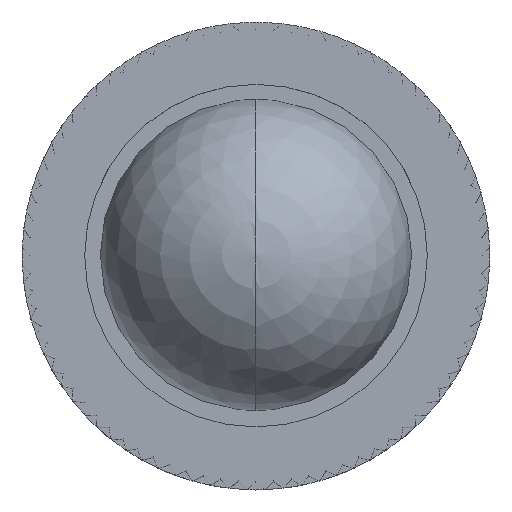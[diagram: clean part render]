
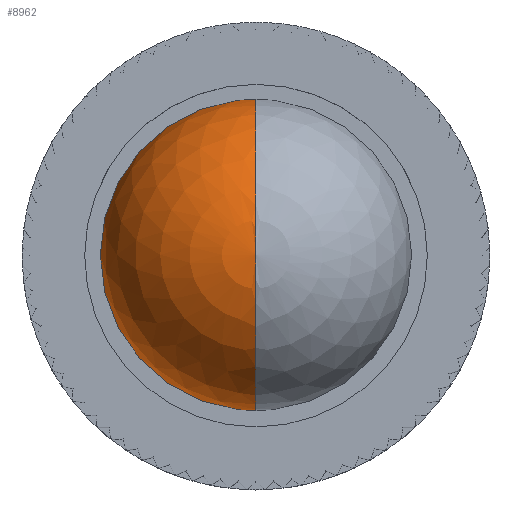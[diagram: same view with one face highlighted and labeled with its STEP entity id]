
A CAD part, top view. The second image highlights one B-rep face of the part: STEP entity #8962.
In plain terms, the highlighted spherical face has radius 4 mm.
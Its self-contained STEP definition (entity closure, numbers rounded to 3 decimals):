
#4196=VERTEX_POINT('',#10576);
#5332=EDGE_CURVE('',#7236,#4196,#11826,.T.);
#6576=VERTEX_POINT('',#13200);
#6760=EDGE_CURVE('',#4196,#6576,#13399,.T.);
#7036=EDGE_CURVE('',#6576,#7236,#13697,.T.);
#7236=VERTEX_POINT('',#13919);
#8962=ADVANCED_FACE('',(#15802),#15803,.T.);
#10576=CARTESIAN_POINT('',(0.,0.,13.9));
#11826=CIRCLE('',#19569,4.0);
#13200=CARTESIAN_POINT('',(0.,-3.922,9.116));
#13399=CIRCLE('',#21747,4.0);
#13697=CIRCLE('',#22166,3.922);
#13919=CARTESIAN_POINT('',(0.,3.922,9.116));
#15802=FACE_OUTER_BOUND('',#25082,.T.);
#15803=SPHERICAL_SURFACE('',#25083,4.0);
#19569=AXIS2_PLACEMENT_3D('',#28467,#28468,#28469);
#21747=AXIS2_PLACEMENT_3D('',#30555,#30556,#30557);
#22166=AXIS2_PLACEMENT_3D('',#30951,#30952,#30953);
#25082=EDGE_LOOP('',(#33268,#33269,#33270));
#25083=AXIS2_PLACEMENT_3D('',#33271,#33272,#33273);
#28467=CARTESIAN_POINT('',(0.,0.,9.9));
#28468=DIRECTION('',(1.0,0.,-0.0));
#28469=DIRECTION('',(0.0,0.0,1.0));
#30555=CARTESIAN_POINT('',(0.,0.,9.9));
#30556=DIRECTION('',(1.0,0.,-0.0));
#30557=DIRECTION('',(0.0,0.0,1.0));
#30951=CARTESIAN_POINT('',(0.,0.,9.116));
#30952=DIRECTION('',(0.0,0.0,-1.0));
#30953=DIRECTION('',(0.,1.0,0.0));
#33268=ORIENTED_EDGE('',*,*,#6760,.F.);
#33269=ORIENTED_EDGE('',*,*,#5332,.F.);
#33270=ORIENTED_EDGE('',*,*,#7036,.F.);
#33271=CARTESIAN_POINT('',(0.,0.,9.9));
#33272=DIRECTION('',(0.0,0.0,-1.0));
#33273=DIRECTION('',(0.,-1.0,0.0));
